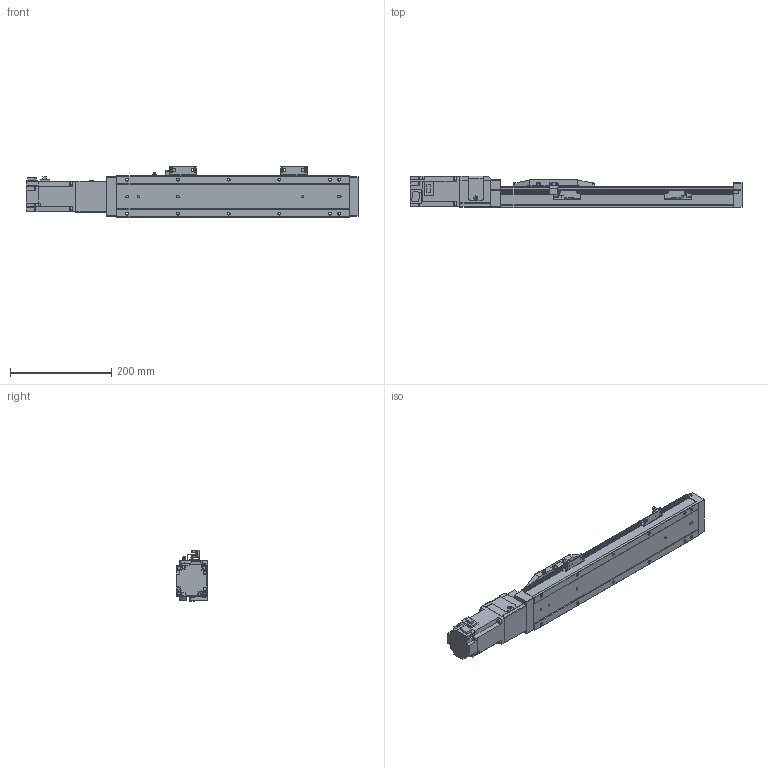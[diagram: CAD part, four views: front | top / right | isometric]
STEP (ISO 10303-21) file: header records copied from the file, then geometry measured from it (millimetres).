
FILE_DESCRIPTION (( 'STEP AP214' ), '1' );
FILE_NAME ('MLU80BC-14XLD-0250-XXXX.STEP', '2025-02-25T19:12:33', ( '' ), ( '' ), 'SwSTEP 2.0', 'SolidWorks 2022', '' );
FILE_SCHEMA (( 'AUTOMOTIVE_DESIGN' ));
Length unit declared in the file: millimetre
Products named in the file (12): MLU80-250CARRIAGE; MLU80-250-4; MLU80-250-3; MLU80-250MOTOR; MLU80-250-1; MLU80-250-5; MLU80-250SENSOR; MLU80-250FANGTOOTH; MLU80-250SENSORPLATE; MLU80BC-14XLD-0250-XXXX(2); MLU80-250-2; MLU80BC-14XLD-0250-XXXX
Assembly tree (13 placements, depth 3):
  MLU80BC-14XLD-0250-XXXX
    MLU80BC-14XLD-0250-XXXX(2)
      MLU80-250-1
      MLU80-250-2
      MLU80-250-3
      MLU80-250MOTOR
      MLU80-250-4
      MLU80-250FANGTOOTH
      MLU80-250CARRIAGE
      MLU80-250-5
      MLU80-250SENSORPLATE  x2
      MLU80-250SENSOR  x2
Bounding box: 654.3 x 62.5 x 101 mm (x, y, z)
Volume: 2163518.8 mm3; surface area: 275969.2 mm2
Topology: 12 solids, 12 shells, 1065 faces, 2696 edges, 1766 vertices
Faces by surface type: plane 602, cylinder 369, cone 56, torus 38
Entity records: 28644 total; most frequent: CARTESIAN_POINT 5203, DIRECTION 4896, ORIENTED_EDGE 4672, EDGE_CURVE 2336, AXIS2_PLACEMENT_3D 1663, LINE 1570, VECTOR 1570, VERTEX_POINT 1530
